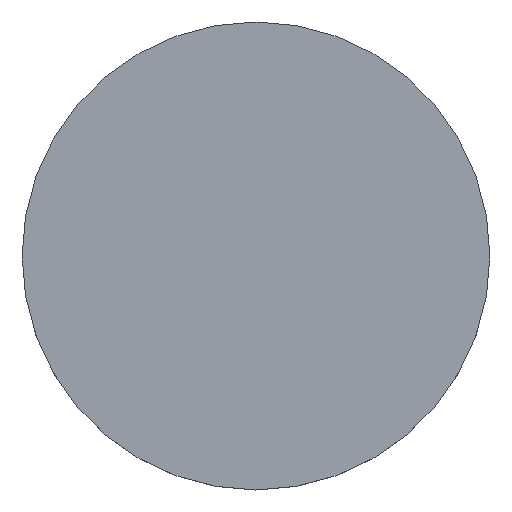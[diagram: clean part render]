
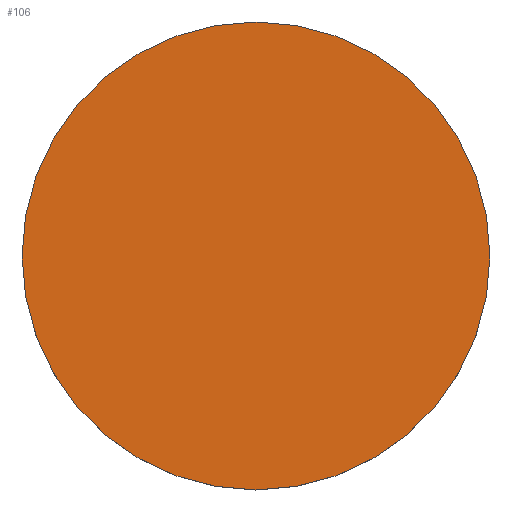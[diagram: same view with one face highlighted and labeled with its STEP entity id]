
A CAD part, top view. The second image highlights one B-rep face of the part: STEP entity #106.
In plain terms, the highlighted planar face has unit normal (0, 0, 1).
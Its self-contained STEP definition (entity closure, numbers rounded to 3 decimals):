
#1 = EDGE_CURVE ( 'NONE', #39, #235, #41, .T. ) ;
#13 = EDGE_CURVE ( 'NONE', #235, #39, #180, .T. ) ;
#29 = AXIS2_PLACEMENT_3D ( 'NONE', #66, #63, #99 ) ;
#33 = FACE_OUTER_BOUND ( 'NONE', #74, .T. ) ;
#39 = VERTEX_POINT ( 'NONE', #137 ) ;
#41 = CIRCLE ( 'NONE', #29, 25.4 ) ;
#47 = CARTESIAN_POINT ( 'NONE',  ( 0., 0., 4.7 ) ) ;
#63 = DIRECTION ( 'NONE',  ( 0., 0., -1. ) ) ;
#66 = CARTESIAN_POINT ( 'NONE',  ( 0., 0., 4.7 ) ) ;
#74 = EDGE_LOOP ( 'NONE', ( #226, #127 ) ) ;
#80 = DIRECTION ( 'NONE',  ( 1., 0., 0. ) ) ;
#81 = CARTESIAN_POINT ( 'NONE',  ( 0., 52.02, 4.7 ) ) ;
#99 = DIRECTION ( 'NONE',  ( 1., 0., 0. ) ) ;
#106 = ADVANCED_FACE ( 'NONE', ( #33 ), #118, .T. ) ;
#118 = PLANE ( 'NONE',  #206 ) ;
#124 = CARTESIAN_POINT ( 'NONE',  ( -25.4, 0., 4.7 ) ) ;
#127 = ORIENTED_EDGE ( 'NONE', *, *, #13, .F. ) ;
#137 = CARTESIAN_POINT ( 'NONE',  ( 25.4, 0., 4.7 ) ) ;
#153 = AXIS2_PLACEMENT_3D ( 'NONE', #47, #208, #80 ) ;
#167 = DIRECTION ( 'NONE',  ( 0., 0., 1. ) ) ;
#180 = CIRCLE ( 'NONE', #153, 25.4 ) ;
#187 = DIRECTION ( 'NONE',  ( 1., 0., 0. ) ) ;
#206 = AXIS2_PLACEMENT_3D ( 'NONE', #81, #167, #187 ) ;
#208 = DIRECTION ( 'NONE',  ( 0., 0., -1. ) ) ;
#226 = ORIENTED_EDGE ( 'NONE', *, *, #1, .F. ) ;
#235 = VERTEX_POINT ( 'NONE', #124 ) ;
